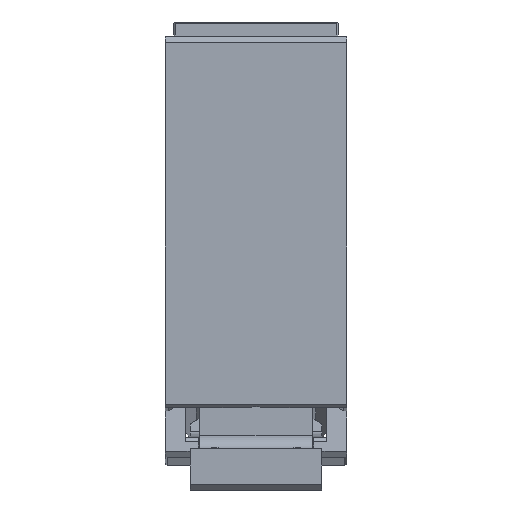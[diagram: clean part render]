
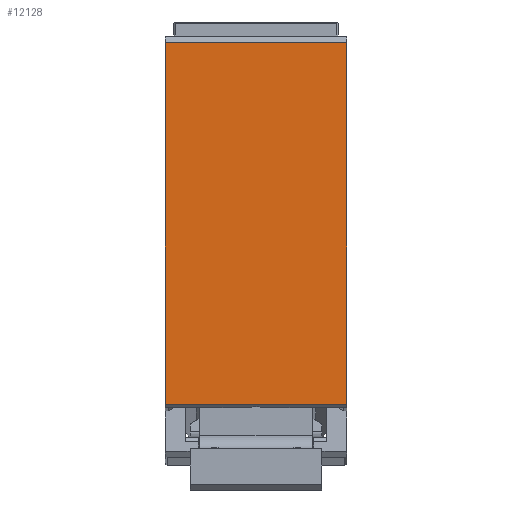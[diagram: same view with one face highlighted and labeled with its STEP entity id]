
A CAD part, left-side view. The second image highlights one B-rep face of the part: STEP entity #12128.
In plain terms, the highlighted planar face has unit normal (-1, 0, 0).
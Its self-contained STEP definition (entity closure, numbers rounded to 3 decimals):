
#11151=CARTESIAN_POINT('Vertex',(-290.,-55.,-58.)) ;
#11154=CARTESIAN_POINT('Line Origine',(-290.,0.,-58.)) ;
#11158=CARTESIAN_POINT('Vertex',(-290.,55.,-58.)) ;
#11570=CARTESIAN_POINT('Vertex',(-290.,-55.,161.5)) ;
#11573=CARTESIAN_POINT('Line Origine',(-290.,-55.,51.75)) ;
#11778=CARTESIAN_POINT('Line Origine',(-290.,55.,51.75)) ;
#11782=CARTESIAN_POINT('Vertex',(-290.,55.,161.5)) ;
#12112=CARTESIAN_POINT('Axis2P3D Location',(-290.,0.,165.)) ;
#12117=CARTESIAN_POINT('Line Origine',(-290.,0.,161.5)) ;
#11155=DIRECTION('Vector Direction',(0.,1.,0.)) ;
#11574=DIRECTION('Vector Direction',(0.,0.,-1.)) ;
#11779=DIRECTION('Vector Direction',(0.,0.,-1.)) ;
#12113=DIRECTION('Axis2P3D Direction',(1.,-0.,0.)) ;
#12114=DIRECTION('Axis2P3D XDirection',(0.,0.,-1.)) ;
#12118=DIRECTION('Vector Direction',(0.,-1.,0.)) ;
#12115=AXIS2_PLACEMENT_3D('Plane Axis2P3D',#12112,#12113,#12114) ;
#12123=ORIENTED_EDGE('',*,*,#11160,.F.) ;
#12124=ORIENTED_EDGE('',*,*,#11577,.F.) ;
#12125=ORIENTED_EDGE('',*,*,#12121,.F.) ;
#12126=ORIENTED_EDGE('',*,*,#11784,.T.) ;
#11156=VECTOR('Line Direction',#11155,1.) ;
#11575=VECTOR('Line Direction',#11574,1.) ;
#11780=VECTOR('Line Direction',#11779,1.) ;
#12119=VECTOR('Line Direction',#12118,1.) ;
#12128=ADVANCED_FACE('SCHIEBERBETT',(#12127),#12116,.F.) ;
#11160=EDGE_CURVE('',#11152,#11159,#11157,.T.) ;
#11577=EDGE_CURVE('',#11571,#11152,#11576,.T.) ;
#11784=EDGE_CURVE('',#11783,#11159,#11781,.T.) ;
#12121=EDGE_CURVE('',#11783,#11571,#12120,.T.) ;
#12122=EDGE_LOOP('',(#12123,#12124,#12125,#12126)) ;
#12127=FACE_OUTER_BOUND('',#12122,.T.) ;
#11157=LINE('Line',#11154,#11156) ;
#11576=LINE('Line',#11573,#11575) ;
#11781=LINE('Line',#11778,#11780) ;
#12120=LINE('Line',#12117,#12119) ;
#12116=PLANE('',#12115) ;
#11152=VERTEX_POINT('',#11151) ;
#11159=VERTEX_POINT('',#11158) ;
#11571=VERTEX_POINT('',#11570) ;
#11783=VERTEX_POINT('',#11782) ;
